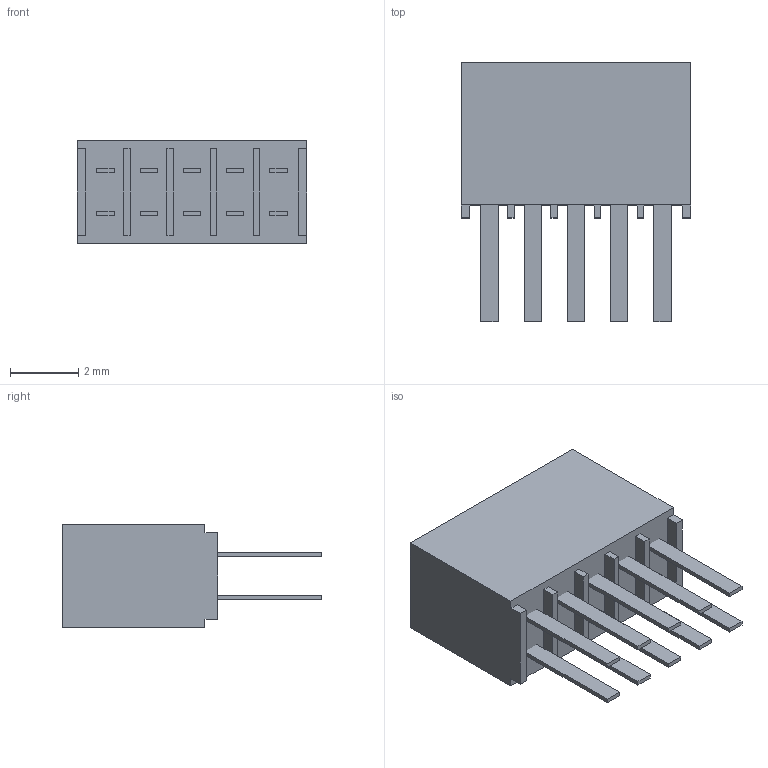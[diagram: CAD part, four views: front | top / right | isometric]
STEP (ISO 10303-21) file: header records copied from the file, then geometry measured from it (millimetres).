
FILE_DESCRIPTION(/* description */ ('STEP AP214'),/* implementation_level */ '2;1');
FILE_NAME(/* name */ 'SFMC-105-01-L-D',/* time_stamp */ '2022-10-12T01:48:11+02:00',/* author */ ('License CC BY-ND 4.0'),/* organization */ ('CADENAS'),/* preprocessor_version */ 'ST-DEVELOPER v18.102',/* originating_system */ 'PARTsolutions',/* authorisation */ ' ');
FILE_SCHEMA (('AUTOMOTIVE_DESIGN {1 0 10303 214 3 1 1}'));
Length unit declared in the file: inch
Products named in the file (3): SFMC-105-01-L-D; C-05-01_spins; SFMC-105-01_socket
Assembly tree (2 placements, depth 2):
  SFMC-105-01-L-D
    C-05-01_spins
    SFMC-105-01_socket
Bounding box: 6.73 x 7.62 x 3.05 mm (x, y, z)
Volume: 81.6 mm3; surface area: 269.3 mm2
Topology: 2 solids, 2 shells, 176 faces, 416 edges, 264 vertices
Faces by surface type: plane 176
Entity records: 4978 total; most frequent: CARTESIAN_POINT 859, ORIENTED_EDGE 832, DIRECTION 774, EDGE_CURVE 416, LINE 416, VECTOR 416, VERTEX_POINT 264, EDGE_LOOP 196
